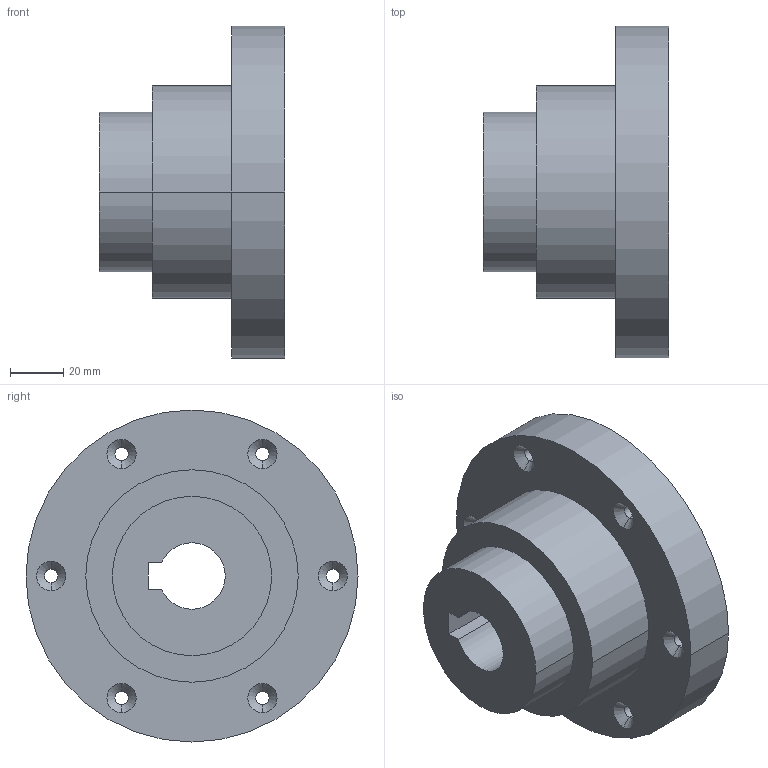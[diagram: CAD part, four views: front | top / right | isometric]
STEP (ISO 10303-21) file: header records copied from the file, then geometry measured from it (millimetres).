
FILE_DESCRIPTION (( 'STEP AP203' ), '1' );
FILE_NAME ('Peça 6.STEP', '2023-12-08T11:48:41', ( '' ), ( '' ), 'SwSTEP 2.0', 'SolidWorks 2017', '' );
FILE_SCHEMA (( 'CONFIG_CONTROL_DESIGN' ));
Length unit declared in the file: millimetre
Products named in the file (1): Pe蓷 6
Bounding box: 70 x 125 x 125 mm (x, y, z)
Volume: 379935.2 mm3; surface area: 52055.1 mm2
Topology: 1 solids, 1 shells, 42 faces, 99 edges, 62 vertices
Faces by surface type: cylinder 22, cone 12, plane 8
Entity records: 1328 total; most frequent: DIRECTION 241, CARTESIAN_POINT 204, ORIENTED_EDGE 198, AXIS2_PLACEMENT_3D 99, EDGE_CURVE 99, VERTEX_POINT 62, EDGE_LOOP 59, CIRCLE 56
